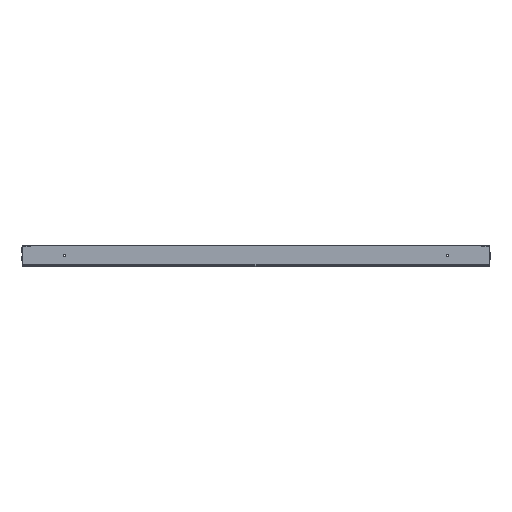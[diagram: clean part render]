
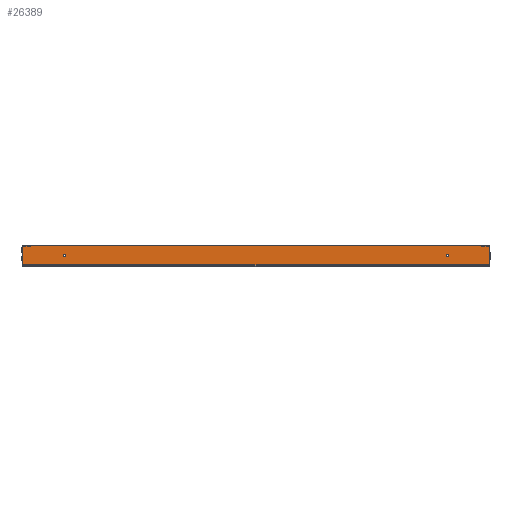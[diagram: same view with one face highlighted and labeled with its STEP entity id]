
A CAD part, front view. The second image highlights one B-rep face of the part: STEP entity #26389.
In plain terms, the highlighted planar face has unit normal (0, -1, 0).
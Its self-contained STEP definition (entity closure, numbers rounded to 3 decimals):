
#452 = LINE ( 'NONE', #43271, #12792 ) ;
#1293 = CARTESIAN_POINT ( 'NONE',  ( 450., -900., 24. ) ) ;
#4807 = EDGE_CURVE ( 'NONE', #57504, #50956, #36722, .T. ) ;
#5079 = ORIENTED_EDGE ( 'NONE', *, *, #52292, .T. ) ;
#5481 = CARTESIAN_POINT ( 'NONE',  ( -547.929, -900., 2. ) ) ;
#6899 = CARTESIAN_POINT ( 'NONE',  ( -546.929, -900., 48. ) ) ;
#7065 = AXIS2_PLACEMENT_3D ( 'NONE', #49201, #28695, #50620 ) ;
#8145 = DIRECTION ( 'NONE',  ( 0., 0., 1. ) ) ;
#8479 = VERTEX_POINT ( 'NONE', #29493 ) ;
#8532 = DIRECTION ( 'NONE',  ( -1., 0., 0. ) ) ;
#8535 = AXIS2_PLACEMENT_3D ( 'NONE', #30434, #9540, #8145 ) ;
#8567 = DIRECTION ( 'NONE',  ( 0., 1., 0. ) ) ;
#8621 = FACE_OUTER_BOUND ( 'NONE', #30957, .T. ) ;
#9536 = VERTEX_POINT ( 'NONE', #42531 ) ;
#9540 = DIRECTION ( 'NONE',  ( 0., 1., 0. ) ) ;
#9829 = ORIENTED_EDGE ( 'NONE', *, *, #26251, .T. ) ;
#11222 = DIRECTION ( 'NONE',  ( 0., 1., 0. ) ) ;
#11929 = EDGE_CURVE ( 'NONE', #17141, #45209, #35317, .T. ) ;
#12416 = CARTESIAN_POINT ( 'NONE',  ( -547.929, -900., 47. ) ) ;
#12792 = VECTOR ( 'NONE', #64868, 1000. ) ;
#14190 = ORIENTED_EDGE ( 'NONE', *, *, #17461, .T. ) ;
#16970 = EDGE_LOOP ( 'NONE', ( #9829, #14190 ) ) ;
#17141 = VERTEX_POINT ( 'NONE', #6899 ) ;
#17461 = EDGE_CURVE ( 'NONE', #45065, #8479, #30715, .T. ) ;
#18222 = CARTESIAN_POINT ( 'NONE',  ( 547.929, -900., 47. ) ) ;
#18631 = VERTEX_POINT ( 'NONE', #58260 ) ;
#18864 = CARTESIAN_POINT ( 'NONE',  ( 450., -900., 24. ) ) ;
#19554 = CIRCLE ( 'NONE', #59083, 3. ) ;
#23755 = EDGE_CURVE ( 'NONE', #64931, #17141, #69392, .T. ) ;
#24909 = DIRECTION ( 'NONE',  ( 0., 1., 0. ) ) ;
#26251 = EDGE_CURVE ( 'NONE', #8479, #45065, #60250, .T. ) ;
#26389 = ADVANCED_FACE ( 'NONE', ( #41175, #57096, #8621 ), #58127, .F. ) ;
#27156 = DIRECTION ( 'NONE',  ( 0., 0., 1. ) ) ;
#27728 = ORIENTED_EDGE ( 'NONE', *, *, #64744, .T. ) ;
#27738 = CIRCLE ( 'NONE', #52586, 1. ) ;
#28382 = CARTESIAN_POINT ( 'NONE',  ( -550., -900., 2. ) ) ;
#28695 = DIRECTION ( 'NONE',  ( 0., -1., 0. ) ) ;
#29493 = CARTESIAN_POINT ( 'NONE',  ( 450., -900., 27. ) ) ;
#30181 = DIRECTION ( 'NONE',  ( 0., 1., 0. ) ) ;
#30434 = CARTESIAN_POINT ( 'NONE',  ( -450., -900., 24. ) ) ;
#30715 = CIRCLE ( 'NONE', #43107, 3. ) ;
#30957 = EDGE_LOOP ( 'NONE', ( #45301, #62135, #46991, #60068, #33809, #27728 ) ) ;
#31880 = CARTESIAN_POINT ( 'NONE',  ( 0., -900., 48. ) ) ;
#32570 = DIRECTION ( 'NONE',  ( -1., 0., 0. ) ) ;
#33674 = EDGE_LOOP ( 'NONE', ( #5079, #51855 ) ) ;
#33688 = LINE ( 'NONE', #28382, #54693 ) ;
#33809 = ORIENTED_EDGE ( 'NONE', *, *, #4807, .T. ) ;
#35124 = CARTESIAN_POINT ( 'NONE',  ( -450., -900., 24. ) ) ;
#35317 = CIRCLE ( 'NONE', #7065, 1. ) ;
#36722 = LINE ( 'NONE', #68583, #65650 ) ;
#38392 = CARTESIAN_POINT ( 'NONE',  ( 547.929, -900., 2. ) ) ;
#38797 = AXIS2_PLACEMENT_3D ( 'NONE', #1293, #11222, #27156 ) ;
#41175 = FACE_BOUND ( 'NONE', #33674, .T. ) ;
#41325 = DIRECTION ( 'NONE',  ( 0., 0., 1. ) ) ;
#41515 = CARTESIAN_POINT ( 'NONE',  ( 0., -900., 0. ) ) ;
#42531 = CARTESIAN_POINT ( 'NONE',  ( -450., -900., 27. ) ) ;
#43107 = AXIS2_PLACEMENT_3D ( 'NONE', #18864, #30181, #66988 ) ;
#43271 = CARTESIAN_POINT ( 'NONE',  ( -547.929, -900., 0. ) ) ;
#43893 = DIRECTION ( 'NONE',  ( 0., 0., 1. ) ) ;
#45065 = VERTEX_POINT ( 'NONE', #69065 ) ;
#45209 = VERTEX_POINT ( 'NONE', #12416 ) ;
#45301 = ORIENTED_EDGE ( 'NONE', *, *, #23755, .T. ) ;
#45789 = DIRECTION ( 'NONE',  ( 0., 0., 1. ) ) ;
#46991 = ORIENTED_EDGE ( 'NONE', *, *, #52071, .F. ) ;
#47817 = DIRECTION ( 'NONE',  ( 0., -1., 0. ) ) ;
#49201 = CARTESIAN_POINT ( 'NONE',  ( -546.929, -900., 47. ) ) ;
#49214 = CARTESIAN_POINT ( 'NONE',  ( 546.929, -900., 47. ) ) ;
#49571 = CARTESIAN_POINT ( 'NONE',  ( 546.929, -900., 48. ) ) ;
#50620 = DIRECTION ( 'NONE',  ( 0., 0., 1. ) ) ;
#50956 = VERTEX_POINT ( 'NONE', #18222 ) ;
#51855 = ORIENTED_EDGE ( 'NONE', *, *, #65020, .T. ) ;
#52071 = EDGE_CURVE ( 'NONE', #62273, #45209, #452, .T. ) ;
#52292 = EDGE_CURVE ( 'NONE', #9536, #18631, #19554, .T. ) ;
#52586 = AXIS2_PLACEMENT_3D ( 'NONE', #49214, #47817, #43893 ) ;
#53490 = AXIS2_PLACEMENT_3D ( 'NONE', #41515, #24909, #45789 ) ;
#54693 = VECTOR ( 'NONE', #8532, 1000. ) ;
#56690 = DIRECTION ( 'NONE',  ( 0., 0., 1. ) ) ;
#56949 = EDGE_CURVE ( 'NONE', #57504, #62273, #33688, .T. ) ;
#57096 = FACE_BOUND ( 'NONE', #16970, .T. ) ;
#57504 = VERTEX_POINT ( 'NONE', #38392 ) ;
#58127 = PLANE ( 'NONE',  #53490 ) ;
#58260 = CARTESIAN_POINT ( 'NONE',  ( -450., -900., 21. ) ) ;
#59083 = AXIS2_PLACEMENT_3D ( 'NONE', #35124, #8567, #56690 ) ;
#60068 = ORIENTED_EDGE ( 'NONE', *, *, #56949, .F. ) ;
#60250 = CIRCLE ( 'NONE', #38797, 3. ) ;
#61378 = VECTOR ( 'NONE', #32570, 1000. ) ;
#62135 = ORIENTED_EDGE ( 'NONE', *, *, #11929, .T. ) ;
#62273 = VERTEX_POINT ( 'NONE', #5481 ) ;
#64744 = EDGE_CURVE ( 'NONE', #50956, #64931, #27738, .T. ) ;
#64868 = DIRECTION ( 'NONE',  ( 0., 0., 1. ) ) ;
#64931 = VERTEX_POINT ( 'NONE', #49571 ) ;
#65020 = EDGE_CURVE ( 'NONE', #18631, #9536, #67292, .T. ) ;
#65650 = VECTOR ( 'NONE', #41325, 1000. ) ;
#66988 = DIRECTION ( 'NONE',  ( 0., 0., 1. ) ) ;
#67292 = CIRCLE ( 'NONE', #8535, 3. ) ;
#68583 = CARTESIAN_POINT ( 'NONE',  ( 547.929, -900., 0. ) ) ;
#69065 = CARTESIAN_POINT ( 'NONE',  ( 450., -900., 21. ) ) ;
#69392 = LINE ( 'NONE', #31880, #61378 ) ;
